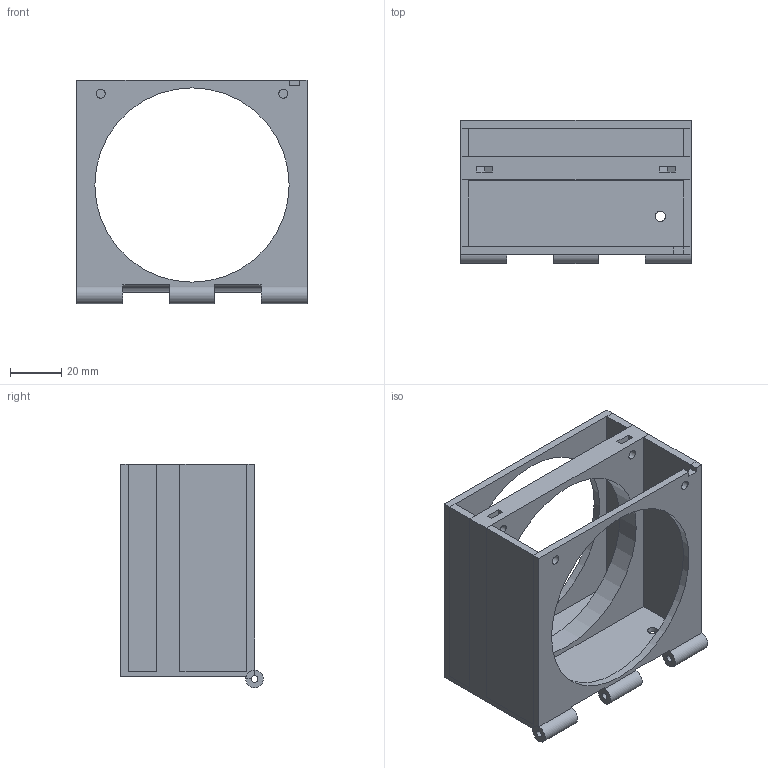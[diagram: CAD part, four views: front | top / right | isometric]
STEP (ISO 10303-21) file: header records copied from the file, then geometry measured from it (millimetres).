
FILE_DESCRIPTION(('FreeCAD Model'),'2;1');
FILE_NAME('Open CASCADE Shape Model','2022-06-22T09:35:20',('Author'),( ''),'Open CASCADE STEP processor 7.5','FreeCAD','Unknown');
FILE_SCHEMA(('AUTOMOTIVE_DESIGN { 1 0 10303 214 1 1 1 1 }'));
Length unit declared in the file: millimetre
Products named in the file (1): fanSupMobileBdy
Bounding box: 90 x 55.85 x 87.45 mm (x, y, z)
Volume: 69242.2 mm3; surface area: 44390 mm2
Topology: 1 solids, 1 shells, 81 faces, 215 edges, 137 vertices
Faces by surface type: plane 57, cylinder 24
Full cylindrical faces by diameter (mm): 2.6 x3, 3.6 x6, 4 x1, 7.6 x3, 76 x3
Entity records: 5449 total; most frequent: CARTESIAN_POINT 1038, DIRECTION 836, LINE 531, VECTOR 531, ORIENTED_EDGE 430, PCURVE 430, DEFINITIONAL_REPRESENTATION 430, EDGE_CURVE 215
